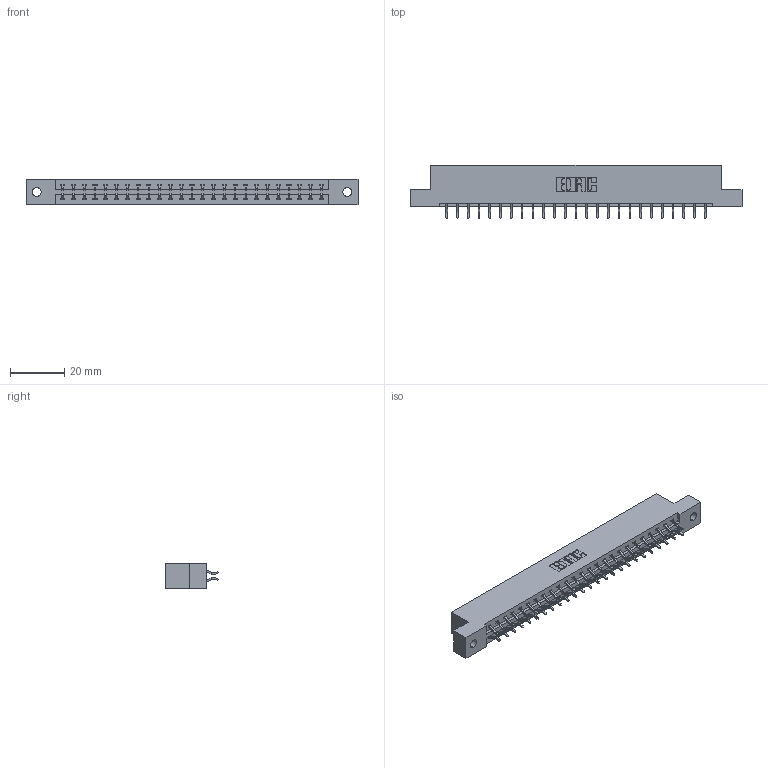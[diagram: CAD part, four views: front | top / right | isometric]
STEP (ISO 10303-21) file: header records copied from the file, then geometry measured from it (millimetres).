
FILE_DESCRIPTION (( 'STEP AP203' ), '1' );
FILE_NAME ('337-050-556-202.STEP', '2018-08-09T21:29:12', ( '' ), ( '' ), 'SwSTEP 2.0', 'SolidWorks 2016', '' );
FILE_SCHEMA (( 'CONFIG_CONTROL_DESIGN' ));
Length unit declared in the file: inch
Products named in the file (3): 337 Part_Flush Mounting Lugs - 0.128 Dia; 345-292-001_556 Tail; 337-050-556-202
Assembly tree (51 placements, depth 2):
  337-050-556-202
    337 Part_Flush Mounting Lugs - 0.128 Dia
    345-292-001_556 Tail  x50
Bounding box: 122.07 x 19.57 x 9.4 mm (x, y, z)
Volume: 12600 mm3; surface area: 13753.7 mm2
Topology: 51 solids, 51 shells, 3114 faces, 9261 edges, 6106 vertices
Faces by surface type: plane 2170, cylinder 944
Entity records: 21805 total; most frequent: CARTESIAN_POINT 3702, ORIENTED_EDGE 3626, DIRECTION 3169, EDGE_CURVE 1813, LINE 1677, VECTOR 1677, VERTEX_POINT 1206, AXIS2_PLACEMENT_3D 746
